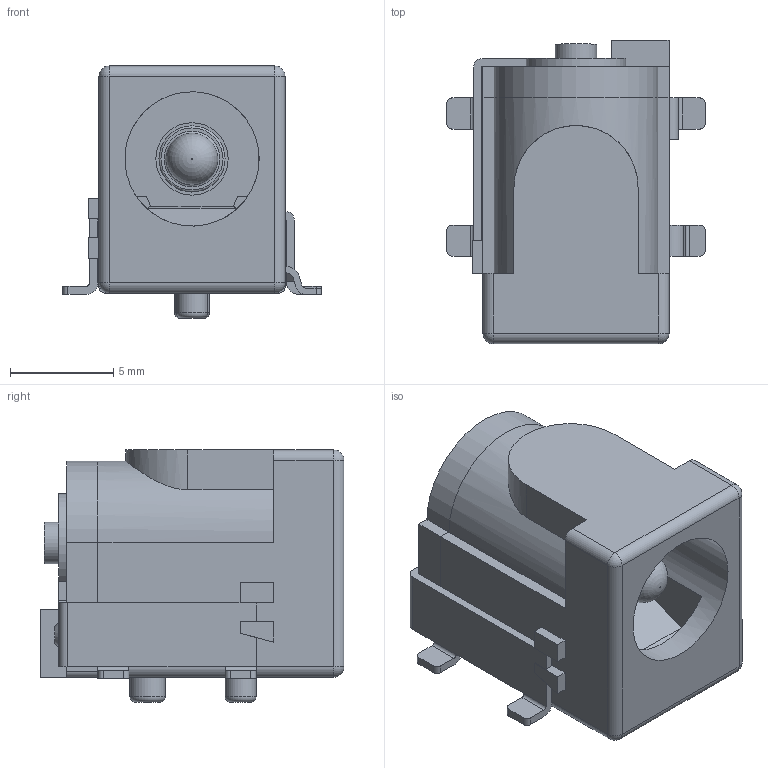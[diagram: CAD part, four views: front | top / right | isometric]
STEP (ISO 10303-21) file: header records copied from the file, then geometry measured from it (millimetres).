
FILE_DESCRIPTION(/* description */ ('Unknown'),/* implementation_level */ '2;1');
FILE_NAME(/* name */ '694108106102',/* time_stamp */ '2024-12-18T12:03:13+01:00',/* author */ ('Unknown'),/* organization */ ('Unknown'),/* preprocessor_version */ 'ST-DEVELOPER v19.4',/* originating_system */ 'Solid Edge',/* authorisation */ 'Unknown');
FILE_SCHEMA (('AUTOMOTIVE_DESIGN {1 0 10303 214 3 1 1}'));
Length unit declared in the file: millimetre
Products named in the file (7): 6941xx106102; 6941xx106102_Capot; 694108301002_PinContact; 6941xx106102_PIN; 6941xx106102_PINBIS; 6941xx106102_PINLAME
Assembly tree (6 placements, depth 2):
  6941xx106102
    6941xx106102
    6941xx106102_Capot
    694108301002_PinContact
    6941xx106102_PIN
    6941xx106102_PINBIS
    6941xx106102_PINLAME
Bounding box: 12.5 x 14.7 x 12.2 mm (x, y, z)
Volume: 855.4 mm3; surface area: 1890.7 mm2
Topology: 6 solids, 6 shells, 275 faces, 716 edges, 456 vertices
Faces by surface type: plane 182, cylinder 71, torus 8, cone 6, sphere 4, bspline 4
Full cylindrical faces by diameter (mm): 1.4 x2, 1.5 x2, 1.7 x1, 1.8 x1, 2 x3, 2.1 x1, 2.5 x1, 3 x1, 3.2 x1, 3.5 x1, 6.5 x1
Entity records: 9285 total; most frequent: CARTESIAN_POINT 2480, DIRECTION 1361, ORIENTED_EDGE 1342, EDGE_CURVE 671, LINE 511, VECTOR 511, VERTEX_POINT 445, AXIS2_PLACEMENT_3D 425
